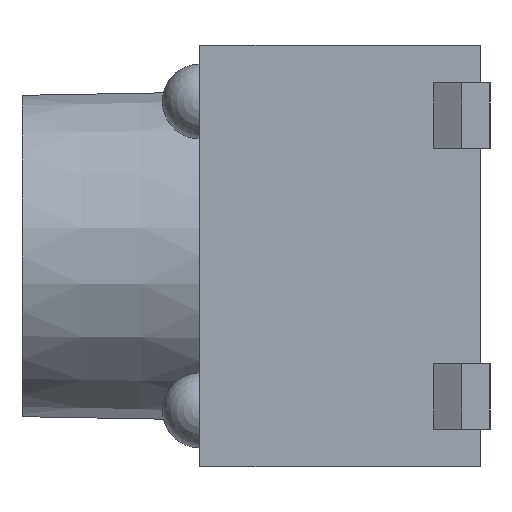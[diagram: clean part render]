
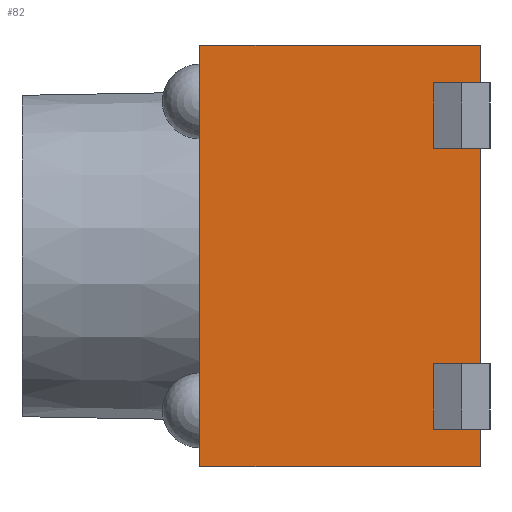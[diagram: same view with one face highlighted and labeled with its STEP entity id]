
A CAD part, left-side view. The second image highlights one B-rep face of the part: STEP entity #82.
In plain terms, the highlighted planar face has unit normal (-1, 0, 0).
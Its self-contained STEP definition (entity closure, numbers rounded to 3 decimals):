
#56=VERTEX_POINT('NONE',#57);
#57=CARTESIAN_POINT('',(-2.25,0.0,-2.25));
#63=EDGE_CURVE('NONE',#56,#64,#66,.F.);
#64=VERTEX_POINT('NONE',#65);
#65=CARTESIAN_POINT('',(-2.25,3.0,-2.25));
#66=LINE('',#67,#68);
#67=CARTESIAN_POINT('',(-2.25,3.0,-2.25));
#68=VECTOR('',#69,1.0);
#69=DIRECTION('',(0.0,-1.0,0.0));
#82=ADVANCED_FACE('NONE',(#83),#108,.F.);
#83=FACE_BOUND('NONE',#84,.T.);
#84=EDGE_LOOP('',(#85,#93,#101,#107));
#85=ORIENTED_EDGE('',*,*,#86,.T.);
#86=EDGE_CURVE('NONE',#56,#87,#89,.T.);
#87=VERTEX_POINT('NONE',#88);
#88=CARTESIAN_POINT('',(-2.25,0.0,2.25));
#89=LINE('',#90,#91);
#90=CARTESIAN_POINT('',(-2.25,0.0,-2.25));
#91=VECTOR('',#92,1.0);
#92=DIRECTION('',(0.,0.0,1.0));
#93=ORIENTED_EDGE('',*,*,#94,.T.);
#94=EDGE_CURVE('NONE',#87,#95,#97,.F.);
#95=VERTEX_POINT('NONE',#96);
#96=CARTESIAN_POINT('',(-2.25,3.0,2.25));
#97=LINE('',#98,#99);
#98=CARTESIAN_POINT('',(-2.25,3.0,2.25));
#99=VECTOR('',#100,1.0);
#100=DIRECTION('',(0.0,-1.0,0.0));
#101=ORIENTED_EDGE('',*,*,#102,.T.);
#102=EDGE_CURVE('NONE',#95,#64,#103,.F.);
#103=LINE('',#104,#105);
#104=CARTESIAN_POINT('',(-2.25,3.0,-2.25));
#105=VECTOR('',#106,1.0);
#106=DIRECTION('',(0.,0.0,1.0));
#107=ORIENTED_EDGE('',*,*,#63,.F.);
#108=PLANE('',#109);
#109=AXIS2_PLACEMENT_3D('',#110,#111,#112);
#110=CARTESIAN_POINT('',(-2.25,3.0,-2.25));
#111=DIRECTION('',(1.0,0.0,0.));
#112=DIRECTION('',(0.,0.0,-1.0));
